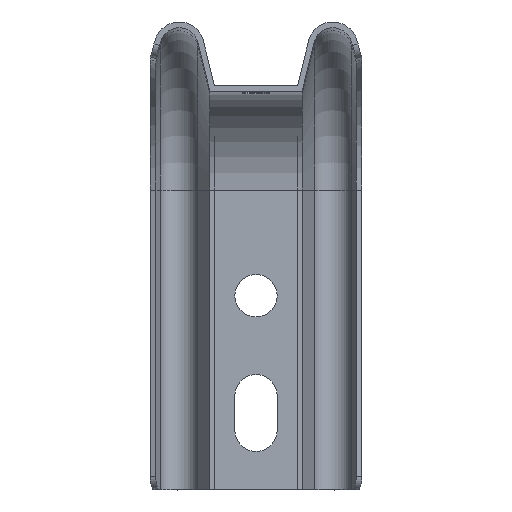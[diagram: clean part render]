
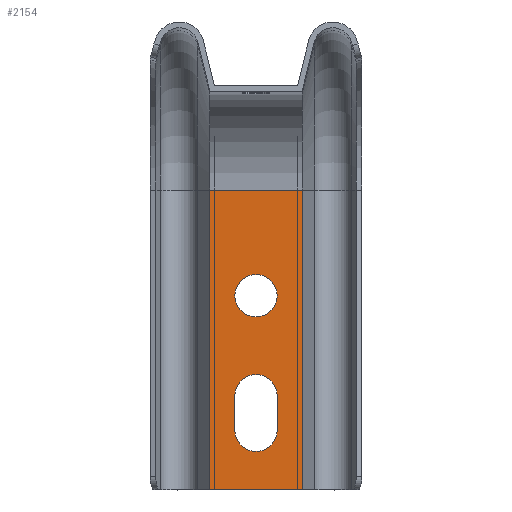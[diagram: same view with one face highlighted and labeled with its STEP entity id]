
A CAD part, top view. The second image highlights one B-rep face of the part: STEP entity #2154.
In plain terms, the highlighted planar face has unit normal (0, 0, 1).
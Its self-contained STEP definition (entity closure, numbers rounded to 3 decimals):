
#20 = VERTEX_POINT ( 'NONE', #321 ) ;
#21 = VECTOR ( 'NONE', #2466, 1000. ) ;
#93 = ORIENTED_EDGE ( 'NONE', *, *, #1330, .T. ) ;
#115 = CARTESIAN_POINT ( 'NONE',  ( -12., -103., -427. ) ) ;
#186 = DIRECTION ( 'NONE',  ( 1., 0., 0. ) ) ;
#200 = EDGE_LOOP ( 'NONE', ( #93 ) ) ;
#255 = LINE ( 'NONE', #1080, #2560 ) ;
#297 = CARTESIAN_POINT ( 'NONE',  ( 0., -87.5, -427. ) ) ;
#299 = PLANE ( 'NONE',  #2373 ) ;
#315 = EDGE_LOOP ( 'NONE', ( #2432, #781, #2583, #2001 ) ) ;
#321 = CARTESIAN_POINT ( 'NONE',  ( 5.5, -78.5, -427. ) ) ;
#387 = CARTESIAN_POINT ( 'NONE',  ( -5.5, -52.5, -427. ) ) ;
#422 = CIRCLE ( 'NONE', #1801, 5.5 ) ;
#425 = EDGE_CURVE ( 'NONE', #430, #888, #628, .T. ) ;
#430 = VERTEX_POINT ( 'NONE', #710 ) ;
#470 = DIRECTION ( 'NONE',  ( 0., 1., 0. ) ) ;
#501 = CARTESIAN_POINT ( 'NONE',  ( -5.5, -87.5, -427. ) ) ;
#506 = DIRECTION ( 'NONE',  ( 0., 0., -1. ) ) ;
#518 = DIRECTION ( 'NONE',  ( 1., 0., 0. ) ) ;
#536 = EDGE_CURVE ( 'NONE', #740, #2438, #2178, .T. ) ;
#538 = CARTESIAN_POINT ( 'NONE',  ( 12., -25., -427. ) ) ;
#593 = VERTEX_POINT ( 'NONE', #779 ) ;
#628 = CIRCLE ( 'NONE', #837, 5.5 ) ;
#710 = CARTESIAN_POINT ( 'NONE',  ( -5.5, -87.5, -427. ) ) ;
#740 = VERTEX_POINT ( 'NONE', #1250 ) ;
#767 = VECTOR ( 'NONE', #186, 1000. ) ;
#779 = CARTESIAN_POINT ( 'NONE',  ( -12., -25., -427. ) ) ;
#781 = ORIENTED_EDGE ( 'NONE', *, *, #425, .F. ) ;
#837 = AXIS2_PLACEMENT_3D ( 'NONE', #297, #1789, #518 ) ;
#888 = VERTEX_POINT ( 'NONE', #1065 ) ;
#912 = ORIENTED_EDGE ( 'NONE', *, *, #2088, .F. ) ;
#947 = VERTEX_POINT ( 'NONE', #387 ) ;
#979 = CARTESIAN_POINT ( 'NONE',  ( 12., -103., -427. ) ) ;
#986 = ORIENTED_EDGE ( 'NONE', *, *, #1141, .T. ) ;
#1065 = CARTESIAN_POINT ( 'NONE',  ( 5.5, -87.5, -427. ) ) ;
#1080 = CARTESIAN_POINT ( 'NONE',  ( -12., -25., -427. ) ) ;
#1125 = CARTESIAN_POINT ( 'NONE',  ( 0., -78.5, -427. ) ) ;
#1141 = EDGE_CURVE ( 'NONE', #593, #1673, #255, .T. ) ;
#1205 = EDGE_CURVE ( 'NONE', #888, #20, #2058, .T. ) ;
#1250 = CARTESIAN_POINT ( 'NONE',  ( 12., -25., -427. ) ) ;
#1269 = VERTEX_POINT ( 'NONE', #1333 ) ;
#1317 = CARTESIAN_POINT ( 'NONE',  ( 12., -25., -427. ) ) ;
#1330 = EDGE_CURVE ( 'NONE', #947, #947, #422, .T. ) ;
#1333 = CARTESIAN_POINT ( 'NONE',  ( -5.5, -78.5, -427. ) ) ;
#1346 = DIRECTION ( 'NONE',  ( 1., 0., 0. ) ) ;
#1371 = CARTESIAN_POINT ( 'NONE',  ( 12., -25., -427. ) ) ;
#1447 = VECTOR ( 'NONE', #1778, 1000. ) ;
#1512 = DIRECTION ( 'NONE',  ( 0., -1., 0. ) ) ;
#1517 = EDGE_CURVE ( 'NONE', #20, #1269, #2372, .T. ) ;
#1521 = CARTESIAN_POINT ( 'NONE',  ( 5.5, -87.5, -427. ) ) ;
#1622 = ORIENTED_EDGE ( 'NONE', *, *, #2520, .T. ) ;
#1642 = LINE ( 'NONE', #501, #1447 ) ;
#1659 = LINE ( 'NONE', #1317, #21 ) ;
#1669 = CARTESIAN_POINT ( 'NONE',  ( 12., -103., -427. ) ) ;
#1673 = VERTEX_POINT ( 'NONE', #115 ) ;
#1758 = VECTOR ( 'NONE', #470, 1000. ) ;
#1778 = DIRECTION ( 'NONE',  ( 0., -1., 0. ) ) ;
#1782 = CARTESIAN_POINT ( 'NONE',  ( 0., -52.5, -427. ) ) ;
#1789 = DIRECTION ( 'NONE',  ( 0., 0., 1. ) ) ;
#1794 = DIRECTION ( 'NONE',  ( -1., 0., 0. ) ) ;
#1801 = AXIS2_PLACEMENT_3D ( 'NONE', #1782, #506, #2015 ) ;
#2001 = ORIENTED_EDGE ( 'NONE', *, *, #1517, .F. ) ;
#2015 = DIRECTION ( 'NONE',  ( -1., 0., 0. ) ) ;
#2016 = DIRECTION ( 'NONE',  ( 0., 0., -1. ) ) ;
#2039 = EDGE_LOOP ( 'NONE', ( #912, #986, #1622, #2324 ) ) ;
#2049 = DIRECTION ( 'NONE',  ( 0., -1., 0. ) ) ;
#2058 = LINE ( 'NONE', #1521, #1758 ) ;
#2088 = EDGE_CURVE ( 'NONE', #593, #740, #1659, .T. ) ;
#2154 = ADVANCED_FACE ( 'NONE', ( #2197, #2555, #2616 ), #299, .F. ) ;
#2178 = LINE ( 'NONE', #538, #2738 ) ;
#2197 = FACE_BOUND ( 'NONE', #200, .T. ) ;
#2324 = ORIENTED_EDGE ( 'NONE', *, *, #536, .F. ) ;
#2364 = EDGE_CURVE ( 'NONE', #1269, #430, #1642, .T. ) ;
#2372 = CIRCLE ( 'NONE', #2763, 5.5 ) ;
#2373 = AXIS2_PLACEMENT_3D ( 'NONE', #1371, #2016, #1794 ) ;
#2432 = ORIENTED_EDGE ( 'NONE', *, *, #1205, .F. ) ;
#2438 = VERTEX_POINT ( 'NONE', #979 ) ;
#2466 = DIRECTION ( 'NONE',  ( 1., 0., 0. ) ) ;
#2488 = LINE ( 'NONE', #1669, #767 ) ;
#2520 = EDGE_CURVE ( 'NONE', #1673, #2438, #2488, .T. ) ;
#2555 = FACE_BOUND ( 'NONE', #315, .T. ) ;
#2560 = VECTOR ( 'NONE', #1512, 1000. ) ;
#2583 = ORIENTED_EDGE ( 'NONE', *, *, #2364, .F. ) ;
#2616 = FACE_OUTER_BOUND ( 'NONE', #2039, .T. ) ;
#2713 = DIRECTION ( 'NONE',  ( 0., 0., 1. ) ) ;
#2738 = VECTOR ( 'NONE', #2049, 1000. ) ;
#2763 = AXIS2_PLACEMENT_3D ( 'NONE', #1125, #2713, #1346 ) ;
